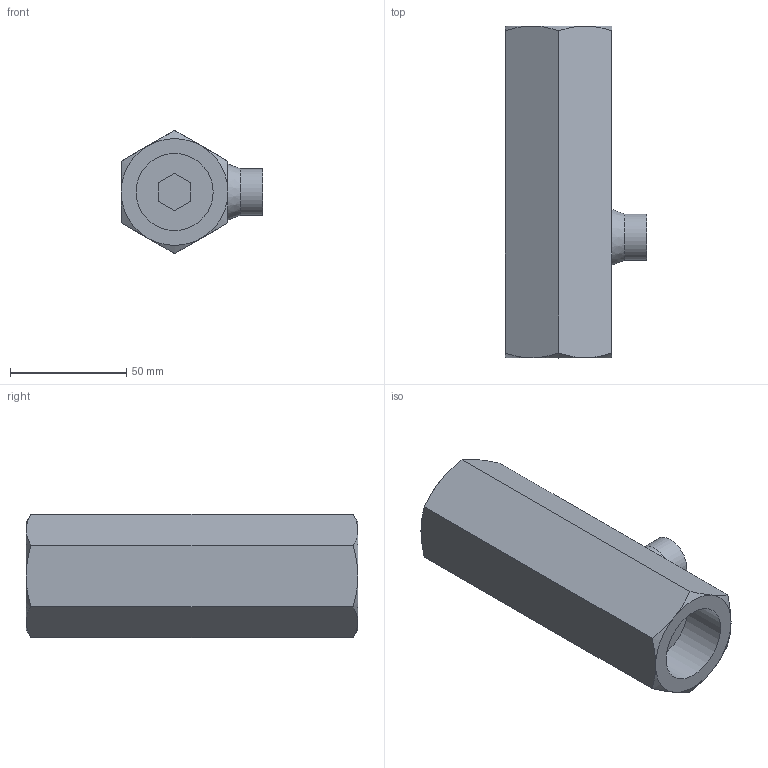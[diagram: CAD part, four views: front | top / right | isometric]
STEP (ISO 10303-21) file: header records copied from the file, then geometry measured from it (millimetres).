
FILE_DESCRIPTION( ( 'STEP AP214' ), '1' );
FILE_NAME( 'HAWE_RH_5__RH_5V.stp', '2019-09-13T12:01:05', ( '' ), ( '' ), ' ', 'PARTsolutions', ' ' );
FILE_SCHEMA( ( 'AUTOMOTIVE_DESIGN { 1 0 10303 214 1 1 1 1 }' ) );
Length unit declared in the file: millimetre
Products named in the file (1): _HAWE RH 5; RH 5V
Bounding box: 61 x 143 x 53.12 mm (x, y, z)
Volume: 221858.7 mm3; surface area: 34767 mm2
Topology: 1 solids, 1 shells, 58 faces, 110 edges, 70 vertices
Faces by surface type: plane 30, cylinder 15, cone 13
Full cylindrical faces by diameter (mm): 0.8 x1, 3 x1, 6 x1, 6.2 x8, 13.16 x1, 20 x1, 33.25 x2
Entity records: 1958 total; most frequent: CARTESIAN_POINT 393, DIRECTION 228, ORIENTED_EDGE 182, AXIS2_PLACEMENT_3D 102, EDGE_CURVE 91, EDGE_LOOP 90, FACE_OUTER_BOUND 73, VERTEX_POINT 67
